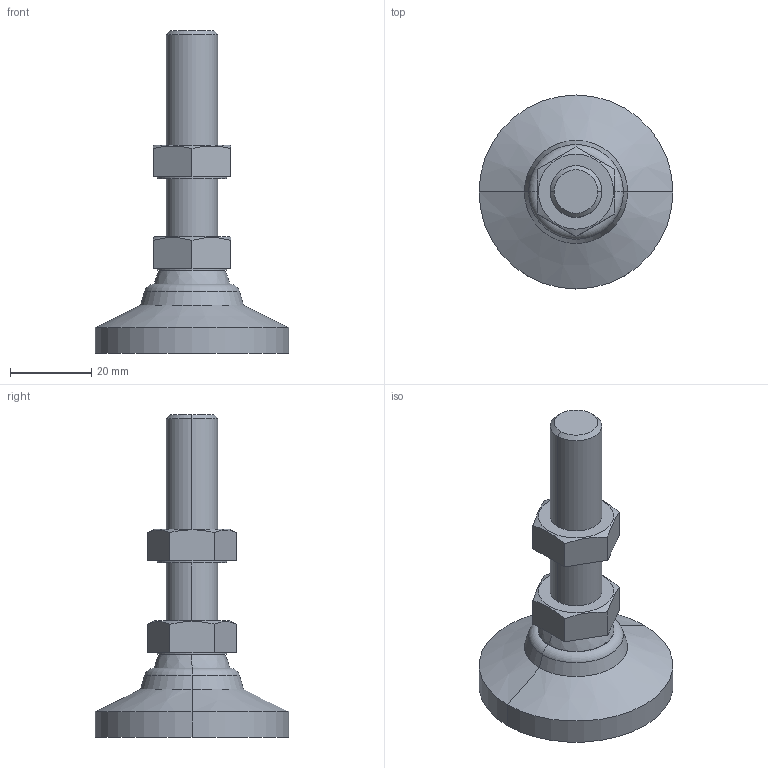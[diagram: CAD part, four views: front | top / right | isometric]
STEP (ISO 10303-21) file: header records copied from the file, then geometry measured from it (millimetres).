
FILE_DESCRIPTION((''),'2;1');
FILE_NAME('13FF8122.stp','2015-07-15T08:46:55',(''),(''),'Mechanical Desktop 2011','Mechanical Desktop 2011',', , ');
FILE_SCHEMA(('AUTOMOTIVE_DESIGN { 1 2 10303 214 1 1 1 1 }'));
Length unit declared in the file: inch
Products named in the file (1): Product
Bounding box: 47.75 x 47.75 x 79.5 mm (x, y, z)
Volume: 30918.4 mm3; surface area: 9835.7 mm2
Topology: 3 solids, 3 shells, 48 faces, 106 edges, 68 vertices
Faces by surface type: plane 22, cylinder 12, cone 10, bspline 2, torus 2
Entity records: 1418 total; most frequent: CARTESIAN_POINT 307, DIRECTION 228, ORIENTED_EDGE 212, EDGE_CURVE 106, AXIS2_PLACEMENT_3D 91, VERTEX_POINT 68, EDGE_LOOP 56, FACE_OUTER_BOUND 48
